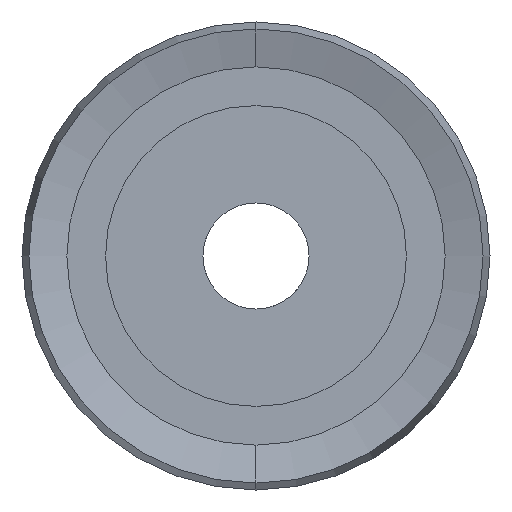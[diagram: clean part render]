
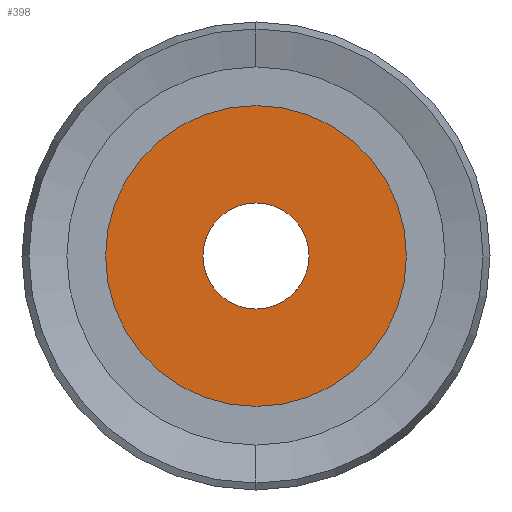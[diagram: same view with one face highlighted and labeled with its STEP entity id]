
A CAD part, left-side view. The second image highlights one B-rep face of the part: STEP entity #398.
In plain terms, the highlighted planar face has unit normal (-1, 0, 0).
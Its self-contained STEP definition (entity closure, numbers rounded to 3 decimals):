
#69 = AXIS2_PLACEMENT_3D ( 'NONE', #2215, #2588, #4320 ) ;
#231 = DIRECTION ( 'NONE',  ( 0., 1., 0. ) ) ;
#373 = PLANE ( 'NONE',  #69 ) ;
#398 = ADVANCED_FACE ( 'NONE', ( #1272, #5254 ), #373, .F. ) ;
#481 = AXIS2_PLACEMENT_3D ( 'NONE', #2187, #1301, #3883 ) ;
#569 = CIRCLE ( 'NONE', #481, 9. ) ;
#583 = CIRCLE ( 'NONE', #4211, 3.175 ) ;
#609 = ORIENTED_EDGE ( 'NONE', *, *, #3428, .T. ) ;
#661 = DIRECTION ( 'NONE',  ( 1., 0., 0. ) ) ;
#837 = DIRECTION ( 'NONE',  ( 1., 0., 0. ) ) ;
#966 = EDGE_LOOP ( 'NONE', ( #5388, #1559 ) ) ;
#1175 = CARTESIAN_POINT ( 'NONE',  ( 0., 3.175, 0. ) ) ;
#1272 = FACE_OUTER_BOUND ( 'NONE', #966, .T. ) ;
#1301 = DIRECTION ( 'NONE',  ( 1., 0., 0. ) ) ;
#1347 = CARTESIAN_POINT ( 'NONE',  ( 0., 0., 9. ) ) ;
#1402 = VERTEX_POINT ( 'NONE', #1175 ) ;
#1555 = ORIENTED_EDGE ( 'NONE', *, *, #2351, .T. ) ;
#1559 = ORIENTED_EDGE ( 'NONE', *, *, #2780, .F. ) ;
#2028 = AXIS2_PLACEMENT_3D ( 'NONE', #2985, #837, #5087 ) ;
#2131 = CARTESIAN_POINT ( 'NONE',  ( 0., 0., 0. ) ) ;
#2187 = CARTESIAN_POINT ( 'NONE',  ( 0., 0., 0. ) ) ;
#2215 = CARTESIAN_POINT ( 'NONE',  ( 0., 0., 0. ) ) ;
#2351 = EDGE_CURVE ( 'NONE', #1402, #5250, #3923, .T. ) ;
#2395 = EDGE_CURVE ( 'NONE', #3912, #5229, #569, .T. ) ;
#2571 = AXIS2_PLACEMENT_3D ( 'NONE', #2131, #3042, #2988 ) ;
#2588 = DIRECTION ( 'NONE',  ( 1., 0., 0. ) ) ;
#2780 = EDGE_CURVE ( 'NONE', #5229, #3912, #5476, .T. ) ;
#2985 = CARTESIAN_POINT ( 'NONE',  ( 0., 0., 0. ) ) ;
#2988 = DIRECTION ( 'NONE',  ( 0., 1., 0. ) ) ;
#3042 = DIRECTION ( 'NONE',  ( 1., 0., 0. ) ) ;
#3428 = EDGE_CURVE ( 'NONE', #5250, #1402, #583, .T. ) ;
#3715 = CARTESIAN_POINT ( 'NONE',  ( 0., -3.175, 0. ) ) ;
#3883 = DIRECTION ( 'NONE',  ( 0., 0., -1. ) ) ;
#3912 = VERTEX_POINT ( 'NONE', #1347 ) ;
#3923 = CIRCLE ( 'NONE', #2571, 3.175 ) ;
#4211 = AXIS2_PLACEMENT_3D ( 'NONE', #4981, #661, #231 ) ;
#4320 = DIRECTION ( 'NONE',  ( 0., 0., -1. ) ) ;
#4539 = EDGE_LOOP ( 'NONE', ( #1555, #609 ) ) ;
#4915 = CARTESIAN_POINT ( 'NONE',  ( 0., 0., -9. ) ) ;
#4981 = CARTESIAN_POINT ( 'NONE',  ( 0., 0., 0. ) ) ;
#5087 = DIRECTION ( 'NONE',  ( 0., 0., -1. ) ) ;
#5229 = VERTEX_POINT ( 'NONE', #4915 ) ;
#5250 = VERTEX_POINT ( 'NONE', #3715 ) ;
#5254 = FACE_BOUND ( 'NONE', #4539, .T. ) ;
#5388 = ORIENTED_EDGE ( 'NONE', *, *, #2395, .F. ) ;
#5476 = CIRCLE ( 'NONE', #2028, 9. ) ;
